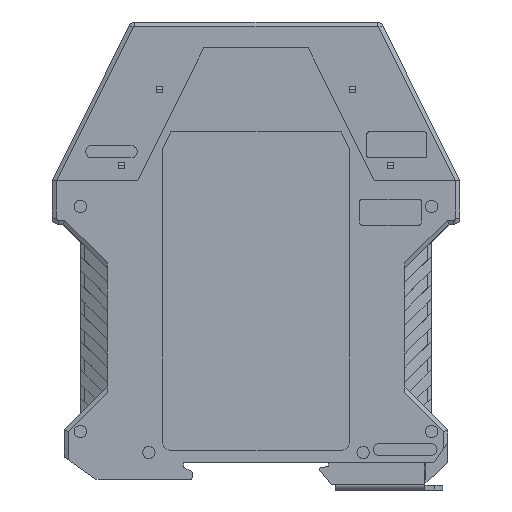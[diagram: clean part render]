
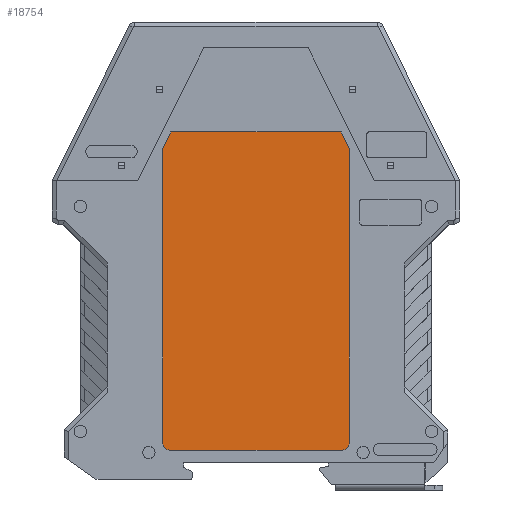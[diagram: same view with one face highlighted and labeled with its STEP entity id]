
A CAD part, front view. The second image highlights one B-rep face of the part: STEP entity #18754.
In plain terms, the highlighted planar face has unit normal (0, -1, 0).
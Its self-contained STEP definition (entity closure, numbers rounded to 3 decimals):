
#18754=ADVANCED_FACE('',(#37000),#37001,.T.);
#20306=EDGE_CURVE('',#39084,#39081,#39087,.T.);
#20308=EDGE_CURVE('',#39089,#39090,#39091,.T.);
#20310=EDGE_CURVE('',#39093,#39090,#39094,.T.);
#20312=EDGE_CURVE('',#39093,#39081,#39096,.T.);
#20314=EDGE_CURVE('',#39084,#39098,#39099,.T.);
#20316=EDGE_CURVE('',#39101,#39098,#39102,.T.);
#20318=EDGE_CURVE('',#39101,#39104,#39105,.T.);
#20320=EDGE_CURVE('',#39089,#39104,#39107,.T.);
#37000=FACE_OUTER_BOUND('',#59896,.T.);
#37001=PLANE('',#59897);
#39081=VERTEX_POINT('',#62654);
#39084=VERTEX_POINT('',#62658);
#39087=LINE('',#62662,#62663);
#39089=VERTEX_POINT('',#62665);
#39090=VERTEX_POINT('',#62666);
#39091=LINE('',#62667,#62668);
#39093=VERTEX_POINT('',#62670);
#39094=LINE('',#62671,#62672);
#39096=LINE('',#62674,#62675);
#39098=VERTEX_POINT('',#62677);
#39099=CIRCLE('',#62678,2.0);
#39101=VERTEX_POINT('',#62680);
#39102=LINE('',#62681,#62682);
#39104=VERTEX_POINT('',#62684);
#39105=CIRCLE('',#62685,2.0);
#39107=LINE('',#62687,#62688);
#59896=EDGE_LOOP('',(#86059,#86060,#86061,#86062,#86063,#86064,#86065,#86066));
#59897=AXIS2_PLACEMENT_3D('',#86067,#86068,#86069);
#62654=CARTESIAN_POINT('',(-22.65,0.2,76.3));
#62658=CARTESIAN_POINT('',(-22.65,0.2,5.));
#62662=CARTESIAN_POINT('',(-22.65,0.2,5.));
#62663=VECTOR('',#87224,71.3);
#62665=CARTESIAN_POINT('',(22.65,0.2,76.3));
#62666=CARTESIAN_POINT('',(20.65,0.2,80.3));
#62667=CARTESIAN_POINT('',(22.65,0.2,76.3));
#62668=VECTOR('',#87225,4.472);
#62670=CARTESIAN_POINT('',(-20.65,0.2,80.3));
#62671=CARTESIAN_POINT('',(-20.65,0.2,80.3));
#62672=VECTOR('',#87226,41.3);
#62674=CARTESIAN_POINT('',(-20.65,0.2,80.3));
#62675=VECTOR('',#87227,4.472);
#62677=CARTESIAN_POINT('',(-20.65,0.2,3.));
#62678=AXIS2_PLACEMENT_3D('',#87228,#87229,#87230);
#62680=CARTESIAN_POINT('',(20.65,0.2,3.));
#62681=CARTESIAN_POINT('',(20.65,0.2,3.));
#62682=VECTOR('',#87231,41.3);
#62684=CARTESIAN_POINT('',(22.65,0.2,5.));
#62685=AXIS2_PLACEMENT_3D('',#87232,#87233,#87234);
#62687=CARTESIAN_POINT('',(22.65,0.2,76.3));
#62688=VECTOR('',#87235,71.3);
#86059=ORIENTED_EDGE('',*,*,#20308,.T.);
#86060=ORIENTED_EDGE('',*,*,#20310,.F.);
#86061=ORIENTED_EDGE('',*,*,#20312,.T.);
#86062=ORIENTED_EDGE('',*,*,#20306,.F.);
#86063=ORIENTED_EDGE('',*,*,#20314,.T.);
#86064=ORIENTED_EDGE('',*,*,#20316,.F.);
#86065=ORIENTED_EDGE('',*,*,#20318,.T.);
#86066=ORIENTED_EDGE('',*,*,#20320,.F.);
#86067=CARTESIAN_POINT('',(0.,0.2,103.85));
#86068=DIRECTION('',(0.0,-1.0,0.0));
#86069=DIRECTION('',(0.0,0.0,-1.0));
#87224=DIRECTION('',(0.0,0.0,1.0));
#87225=DIRECTION('',(-0.447,0.0,0.894));
#87226=DIRECTION('',(1.0,0.0,0.0));
#87227=DIRECTION('',(-0.447,0.0,-0.894));
#87228=CARTESIAN_POINT('',(-20.65,0.2,5.));
#87229=DIRECTION('',(0.0,-1.0,0.0));
#87230=DIRECTION('',(-1.0,0.0,0.0));
#87231=DIRECTION('',(-1.0,0.0,0.0));
#87232=CARTESIAN_POINT('',(20.65,0.2,5.));
#87233=DIRECTION('',(0.0,-1.0,0.0));
#87234=DIRECTION('',(0.0,0.0,-1.0));
#87235=DIRECTION('',(0.0,0.0,-1.0));
